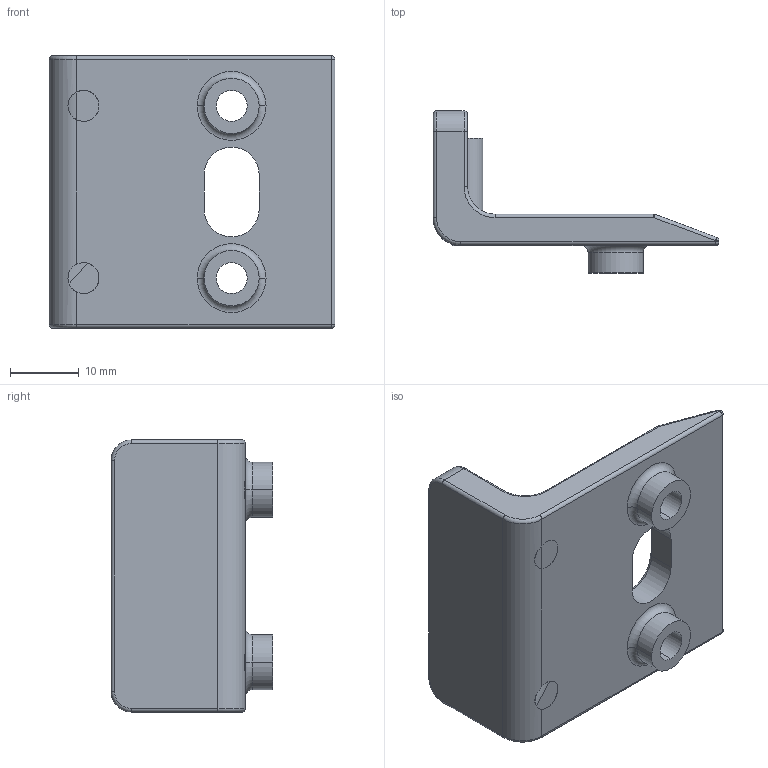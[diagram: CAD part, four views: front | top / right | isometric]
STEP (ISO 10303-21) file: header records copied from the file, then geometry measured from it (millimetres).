
FILE_DESCRIPTION (( 'STEP AP214' ), '1' );
FILE_NAME ('SNSD.30.50.95. Îãðàíè÷èòåëü äëÿ äâåðè(D08).STEP', '2014-11-25T10:47:30', ( 'XTreme.ws' ), ( 'XTreme.ws' ), 'SwSTEP 2.0', 'SolidWorks 2014', '' );
FILE_SCHEMA (( 'AUTOMOTIVE_DESIGN' ));
Length unit declared in the file: millimetre
Products named in the file (3): SNSD.30.50.95. Îãðàíè÷èòåëü äëÿ äâåðè(D08); SNSD.30.50.95. Ñìÿã÷èòåëü(D08)_00; SNSD.30.50.95. 拺譇膻玁蠈錪(D08)_00
Assembly tree (3 placements, depth 2):
  SNSD.30.50.95. Îãðàíè÷èòåëü äëÿ äâåðè(D08)
    SNSD.30.50.95. 拺譇膻玁蠈錪(D08)_00
    SNSD.30.50.95. Ñìÿã÷èòåëü(D08)_00  x2
Bounding box: 41.5 x 23.5 x 39.5 mm (x, y, z)
Volume: 9328.7 mm3; surface area: 6031.3 mm2
Topology: 3 solids, 3 shells, 94 faces, 222 edges, 130 vertices
Faces by surface type: cylinder 48, plane 21, torus 19, sphere 6
Entity records: 2818 total; most frequent: CARTESIAN_POINT 573, DIRECTION 508, ORIENTED_EDGE 418, AXIS2_PLACEMENT_3D 213, EDGE_CURVE 209, VERTEX_POINT 124, CIRCLE 118, EDGE_LOOP 99
